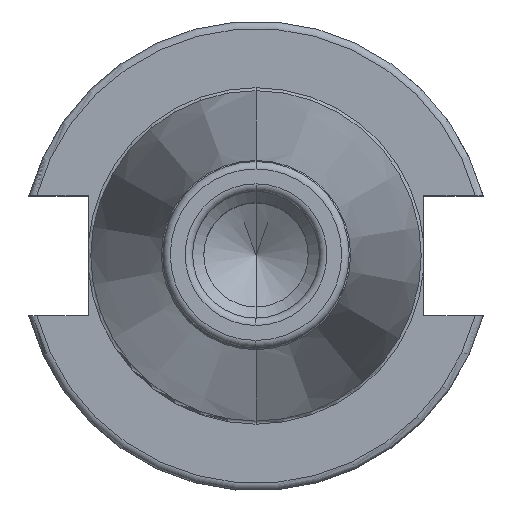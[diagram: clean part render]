
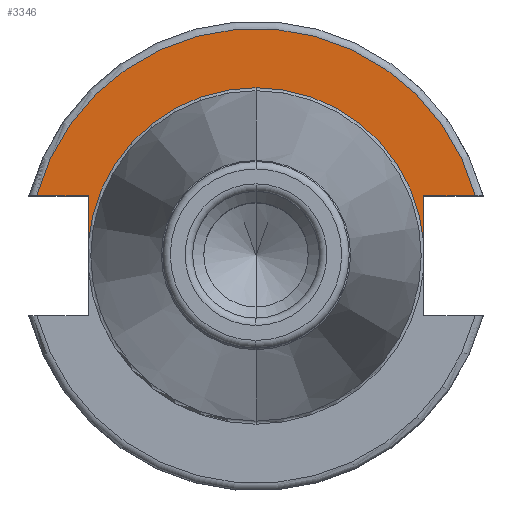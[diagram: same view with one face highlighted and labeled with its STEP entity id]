
A CAD part, top view. The second image highlights one B-rep face of the part: STEP entity #3346.
In plain terms, the highlighted planar face has unit normal (0, 0, 1).
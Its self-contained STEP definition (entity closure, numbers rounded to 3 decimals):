
#498=CARTESIAN_POINT('',(0,0,10));
#499=DIRECTION('',(0,0,1));
#500=DIRECTION('',(0,1,0));
#501=AXIS2_PLACEMENT_3D('',#498,#499,#500);
#572=DIRECTION('',(0,1,0));
#573=VECTOR('',#572,6.317);
#574=CARTESIAN_POINT('',(-22.5,1.733,10));
#575=LINE('',#574,#573);
#576=DIRECTION('',(1,0,0));
#577=VECTOR('',#576,6.918);
#578=CARTESIAN_POINT('',(-29.418,8.05,10));
#579=LINE('',#578,#577);
#580=DIRECTION('',(-1,0,0));
#581=VECTOR('',#580,6.918);
#582=CARTESIAN_POINT('',(29.418,8.05,10));
#583=LINE('',#582,#581);
#584=DIRECTION('',(0,-1,0));
#585=VECTOR('',#584,6.317);
#586=CARTESIAN_POINT('',(22.5,8.05,10));
#587=LINE('',#586,#585);
#602=CARTESIAN_POINT('',(0,0,10));
#603=DIRECTION('',(0,0,-1));
#604=DIRECTION('',(0,1,0));
#605=AXIS2_PLACEMENT_3D('',#602,#603,#604);
#729=CARTESIAN_POINT('',(0,0,10));
#730=DIRECTION('',(0,0,1));
#731=DIRECTION('',(0.965,0.264,0));
#732=AXIS2_PLACEMENT_3D('',#729,#730,#731);
#2065=CARTESIAN_POINT('',(0,22.567,10));
#2067=VERTEX_POINT('',#2065);
#2197=CARTESIAN_POINT('',(-22.5,1.733,10));
#2198=CARTESIAN_POINT('',(-22.5,8.05,10));
#2199=VERTEX_POINT('',#2197);
#2200=VERTEX_POINT('',#2198);
#2201=CARTESIAN_POINT('',(-29.418,8.05,10));
#2202=VERTEX_POINT('',#2201);
#2203=CARTESIAN_POINT('',(22.5,8.05,10));
#2204=CARTESIAN_POINT('',(22.5,1.733,10));
#2205=VERTEX_POINT('',#2203);
#2206=VERTEX_POINT('',#2204);
#2213=CARTESIAN_POINT('',(29.418,8.05,10));
#2214=VERTEX_POINT('',#2213);
#3327=CARTESIAN_POINT('',(0,0,10));
#3328=DIRECTION('',(0,0,-1));
#3329=DIRECTION('',(0,-1,0));
#3330=AXIS2_PLACEMENT_3D('',#3327,#3328,#3329);
#3331=PLANE('',#3330);
#3332=ORIENTED_EDGE('',*,*,#3251,.T.);
#3334=ORIENTED_EDGE('',*,*,#3333,.F.);
#3336=ORIENTED_EDGE('',*,*,#3335,.F.);
#3338=ORIENTED_EDGE('',*,*,#3337,.T.);
#3340=ORIENTED_EDGE('',*,*,#3339,.T.);
#3342=ORIENTED_EDGE('',*,*,#3341,.F.);
#3343=ORIENTED_EDGE('',*,*,#3230,.T.);
#3344=EDGE_LOOP('',(#3332,#3334,#3336,#3338,#3340,#3342,#3343));
#3345=FACE_OUTER_BOUND('',#3344,.F.);
#3346=ADVANCED_FACE('',(#3345),#3331,.F.);
#502=CIRCLE('',#501,22.567);
#606=CIRCLE('',#605,22.567);
#733=CIRCLE('',#732,30.5);
#3230=EDGE_CURVE('',#2067,#2199,#502,.T.);
#3251=EDGE_CURVE('',#2199,#2200,#575,.T.);
#3333=EDGE_CURVE('',#2202,#2200,#579,.T.);
#3335=EDGE_CURVE('',#2214,#2202,#733,.T.);
#3337=EDGE_CURVE('',#2214,#2205,#583,.T.);
#3339=EDGE_CURVE('',#2205,#2206,#587,.T.);
#3341=EDGE_CURVE('',#2067,#2206,#606,.T.);
